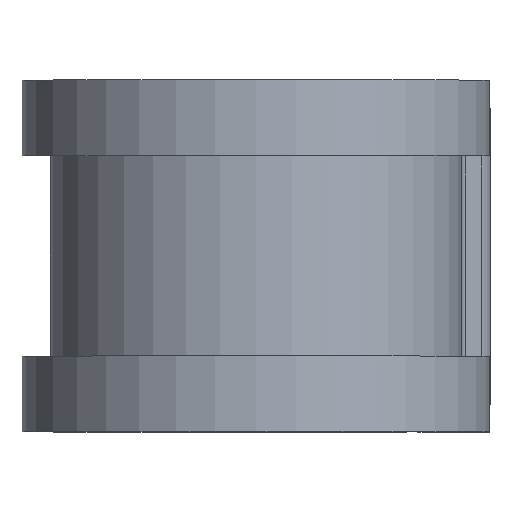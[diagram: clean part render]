
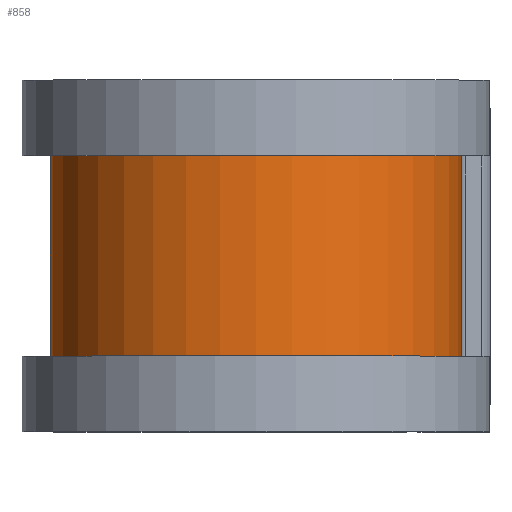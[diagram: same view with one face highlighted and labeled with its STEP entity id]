
A CAD part, top view. The second image highlights one B-rep face of the part: STEP entity #858.
In plain terms, the highlighted cylindrical face has radius 11.062 mm (diameter 22.123 mm), a partial arc.
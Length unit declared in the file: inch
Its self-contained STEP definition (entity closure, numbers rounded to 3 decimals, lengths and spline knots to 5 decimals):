
#118 = ORIENTED_EDGE ( 'NONE', *, *, #263, .F. ) ;
#196 = CIRCLE ( 'NONE', #1610, 0.4355 ) ;
#263 = EDGE_CURVE ( 'NONE', #1487, #1343, #386, .T. ) ;
#294 = VECTOR ( 'NONE', #1535, 39.37008 ) ;
#318 = LINE ( 'NONE', #1420, #294 ) ;
#366 = EDGE_CURVE ( 'NONE', #1487, #788, #1282, .T. ) ;
#386 = LINE ( 'NONE', #574, #1553 ) ;
#395 = CARTESIAN_POINT ( 'NONE',  ( 0., -0.2125, 0. ) ) ;
#436 = CARTESIAN_POINT ( 'NONE',  ( 0., 0.2125, -0.4355 ) ) ;
#522 = AXIS2_PLACEMENT_3D ( 'NONE', #1074, #1148, #1165 ) ;
#558 = ORIENTED_EDGE ( 'NONE', *, *, #1574, .T. ) ;
#562 = DIRECTION ( 'NONE',  ( 0., 0., -1. ) ) ;
#574 = CARTESIAN_POINT ( 'NONE',  ( 0.4355, 0.3125, 0. ) ) ;
#648 = CARTESIAN_POINT ( 'NONE',  ( 0.4355, 0.2125, 0. ) ) ;
#767 = CYLINDRICAL_SURFACE ( 'NONE', #522, 0.4355 ) ;
#788 = VERTEX_POINT ( 'NONE', #436 ) ;
#858 = ADVANCED_FACE ( 'NONE', ( #1603 ), #767, .T. ) ;
#907 = VERTEX_POINT ( 'NONE', #1694 ) ;
#987 = ORIENTED_EDGE ( 'NONE', *, *, #366, .T. ) ;
#1047 = CARTESIAN_POINT ( 'NONE',  ( 0.4355, -0.2125, 0. ) ) ;
#1074 = CARTESIAN_POINT ( 'NONE',  ( 0., 0.3125, 0. ) ) ;
#1116 = DIRECTION ( 'NONE',  ( 0., -1., 0. ) ) ;
#1148 = DIRECTION ( 'NONE',  ( 0., -1., 0. ) ) ;
#1165 = DIRECTION ( 'NONE',  ( 0., 0., -1. ) ) ;
#1190 = AXIS2_PLACEMENT_3D ( 'NONE', #1687, #1698, #1709 ) ;
#1282 = CIRCLE ( 'NONE', #1190, 0.4355 ) ;
#1314 = DIRECTION ( 'NONE',  ( 0., -1., 0. ) ) ;
#1343 = VERTEX_POINT ( 'NONE', #1047 ) ;
#1361 = ORIENTED_EDGE ( 'NONE', *, *, #1598, .F. ) ;
#1380 = EDGE_LOOP ( 'NONE', ( #118, #987, #558, #1361 ) ) ;
#1420 = CARTESIAN_POINT ( 'NONE',  ( 0., 0.3125, -0.4355 ) ) ;
#1487 = VERTEX_POINT ( 'NONE', #648 ) ;
#1535 = DIRECTION ( 'NONE',  ( 0., -1., 0. ) ) ;
#1553 = VECTOR ( 'NONE', #1116, 39.37008 ) ;
#1574 = EDGE_CURVE ( 'NONE', #788, #907, #318, .T. ) ;
#1598 = EDGE_CURVE ( 'NONE', #1343, #907, #196, .T. ) ;
#1603 = FACE_OUTER_BOUND ( 'NONE', #1380, .T. ) ;
#1610 = AXIS2_PLACEMENT_3D ( 'NONE', #395, #1314, #562 ) ;
#1687 = CARTESIAN_POINT ( 'NONE',  ( 0., 0.2125, 0. ) ) ;
#1694 = CARTESIAN_POINT ( 'NONE',  ( 0., -0.2125, -0.4355 ) ) ;
#1698 = DIRECTION ( 'NONE',  ( 0., -1., 0. ) ) ;
#1709 = DIRECTION ( 'NONE',  ( 0., 0., -1. ) ) ;
